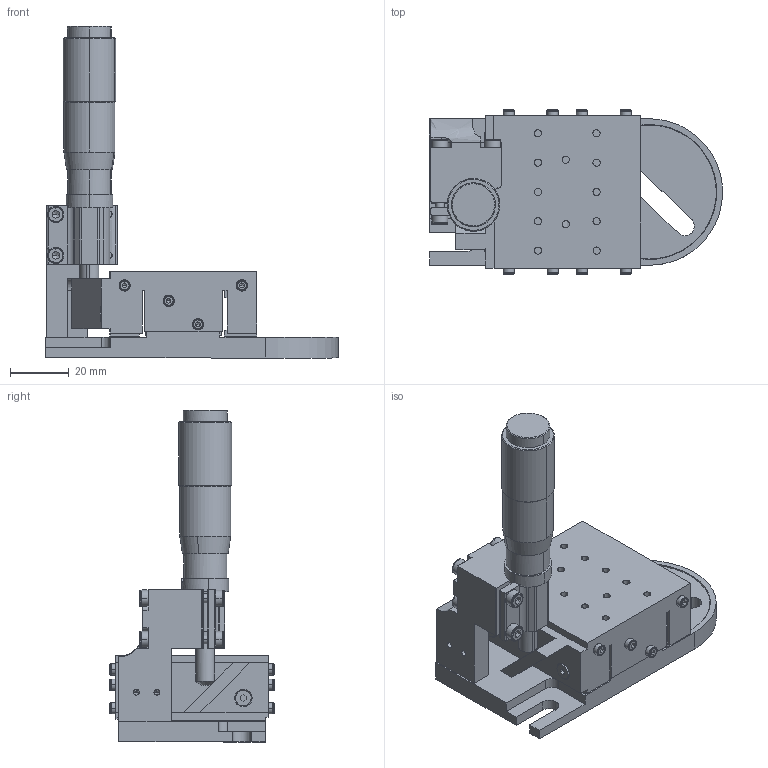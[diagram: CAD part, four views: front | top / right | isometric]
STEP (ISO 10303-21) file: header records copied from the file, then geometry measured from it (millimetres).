
FILE_DESCRIPTION(/* description */ (''),/* implementation_level */ '2;1');
FILE_NAME(/* name */ '02-TSM~1',/* time_stamp */ '2021-12-15T12:16:28+03:00',/* author */ (''),/* organization */ (''),/* preprocessor_version */ 'ST-DEVELOPER v15',/* originating_system */ '',/* authorisation */ '');
FILE_SCHEMA (('AUTOMOTIVE_DESIGN'));
Length unit declared in the file: millimetre
Products named in the file (1): Document
Bounding box: 100 x 56.03 x 113.27 mm (x, y, z)
Volume: 52.6 mm3; surface area: 42223.8 mm2
Topology: 23 solids, 49 shells, 811 faces, 2127 edges, 1334 vertices
Faces by surface type: bspline 811
Entity records: 59993 total; most frequent: CARTESIAN_POINT 34097, B_SPLINE_CURVE_WITH_KNOTS 4718, ORIENTED_EDGE 4046, PCURVE 4046, DEFINITIONAL_REPRESENTATION 4046, SURFACE_CURVE 2075, EDGE_CURVE 2075, VERTEX_POINT 1334
